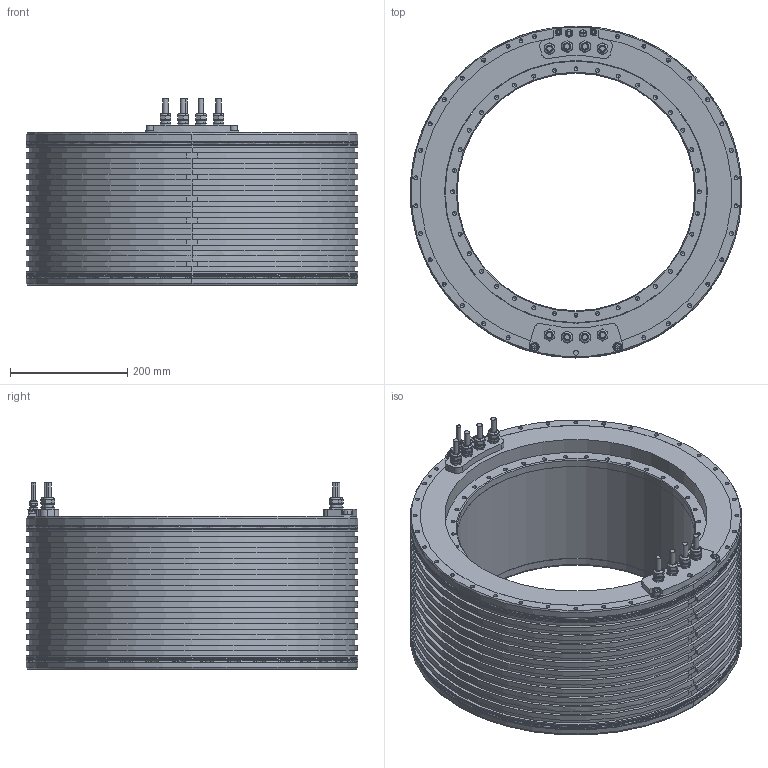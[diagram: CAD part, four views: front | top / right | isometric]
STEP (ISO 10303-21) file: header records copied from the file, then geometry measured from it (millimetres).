
FILE_DESCRIPTION((''),'2;1');
FILE_NAME('1395989-13-D01-02-A','2024-04-10T15:06:41',('ch5533'),(''),'CREO PARAMETRIC BY PTC INC, 2022162','CREO PARAMETRIC BY PTC INC, 2022162','');
FILE_SCHEMA(('AUTOMOTIVE_DESIGN { 1 0 10303 214 1 1 1 1 }'));
Length unit declared in the file: millimetre
Products named in the file (1): 1395989-13-D01-02-A
Bounding box: 565 x 565 x 317 mm (x, y, z)
Volume: 29287493 mm3; surface area: 2023037.6 mm2
Topology: 4 solids, 19 shells, 1583 faces, 3821 edges, 2180 vertices
Faces by surface type: plane 607, cylinder 568, cone 346, torus 52, revolution 8, sphere 2
Entity records: 45742 total; most frequent: DIRECTION 8147, CARTESIAN_POINT 8060, ORIENTED_EDGE 7050, EDGE_CURVE 3525, AXIS2_PLACEMENT_3D 3073, VERTEX_POINT 2180, VECTOR 1993, LINE 1993
